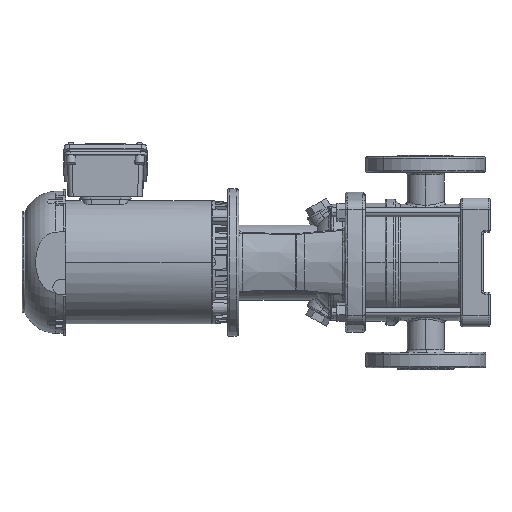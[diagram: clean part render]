
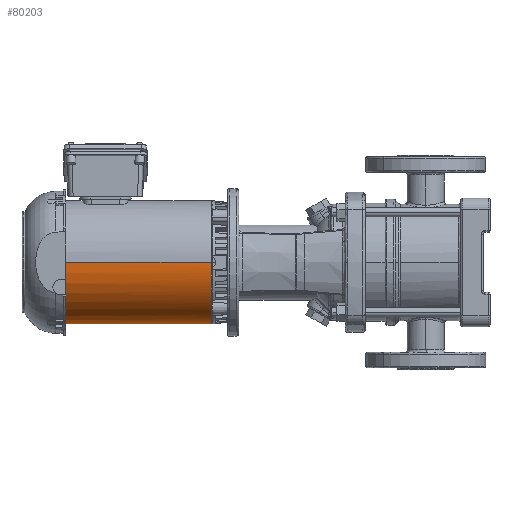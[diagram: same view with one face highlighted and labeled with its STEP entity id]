
A CAD part, left-side view. The second image highlights one B-rep face of the part: STEP entity #80203.
In plain terms, the highlighted cylindrical face has radius 71.875 mm (diameter 143.75 mm), a partial arc.
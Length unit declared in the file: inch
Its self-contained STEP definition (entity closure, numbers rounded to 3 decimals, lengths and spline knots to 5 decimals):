
#511 = EDGE_CURVE ( 'NONE', #82789, #87989, #41321, .T. ) ;
#2140 = ORIENTED_EDGE ( 'NONE', *, *, #511, .F. ) ;
#2475 = DIRECTION ( 'NONE',  ( 0., 0., 1. ) ) ;
#4623 = AXIS2_PLACEMENT_3D ( 'NONE', #24354, #83799, #23385 ) ;
#5849 = DIRECTION ( 'NONE',  ( -1., 0., 0. ) ) ;
#22237 = ORIENTED_EDGE ( 'NONE', *, *, #63585, .F. ) ;
#23385 = DIRECTION ( 'NONE',  ( 0., 0., 1. ) ) ;
#24354 = CARTESIAN_POINT ( 'NONE',  ( 18.78276, 0., 0. ) ) ;
#25764 = DIRECTION ( 'NONE',  ( -1., 0., 0. ) ) ;
#26226 = CIRCLE ( 'NONE', #81573, 2.82972 ) ;
#26748 = CARTESIAN_POINT ( 'NONE',  ( 0., 0., 0. ) ) ;
#27176 = LINE ( 'NONE', #81120, #53892 ) ;
#28612 = EDGE_LOOP ( 'NONE', ( #22237, #46871, #67529, #2140 ) ) ;
#30858 = DIRECTION ( 'NONE',  ( 0., 0., 1. ) ) ;
#38254 = DIRECTION ( 'NONE',  ( -1., 0., 0. ) ) ;
#41321 = CIRCLE ( 'NONE', #80900, 2.82972 ) ;
#42182 = EDGE_CURVE ( 'NONE', #71043, #87989, #27176, .T. ) ;
#46871 = ORIENTED_EDGE ( 'NONE', *, *, #70664, .T. ) ;
#48922 = LINE ( 'NONE', #87023, #62846 ) ;
#53892 = VECTOR ( 'NONE', #5849, 39.37008 ) ;
#54971 = CARTESIAN_POINT ( 'NONE',  ( 0., -2.82972, 0. ) ) ;
#57310 = DIRECTION ( 'NONE',  ( -1., 0., 0. ) ) ;
#58857 = CARTESIAN_POINT ( 'NONE',  ( -6.69291, -2.82972, 0. ) ) ;
#62846 = VECTOR ( 'NONE', #57310, 39.37008 ) ;
#63585 = EDGE_CURVE ( 'NONE', #80194, #82789, #48922, .T. ) ;
#65017 = CARTESIAN_POINT ( 'NONE',  ( 0., 0., -2.82972 ) ) ;
#67529 = ORIENTED_EDGE ( 'NONE', *, *, #42182, .T. ) ;
#70664 = EDGE_CURVE ( 'NONE', #80194, #71043, #26226, .T. ) ;
#71043 = VERTEX_POINT ( 'NONE', #54971 ) ;
#80194 = VERTEX_POINT ( 'NONE', #65017 ) ;
#80203 = ADVANCED_FACE ( 'NONE', ( #90247 ), #90741, .T. ) ;
#80900 = AXIS2_PLACEMENT_3D ( 'NONE', #82838, #38254, #30858 ) ;
#81120 = CARTESIAN_POINT ( 'NONE',  ( 18.78276, -2.82972, 0. ) ) ;
#81573 = AXIS2_PLACEMENT_3D ( 'NONE', #26748, #25764, #2475 ) ;
#82789 = VERTEX_POINT ( 'NONE', #93885 ) ;
#82838 = CARTESIAN_POINT ( 'NONE',  ( -6.69291, 0., 0. ) ) ;
#83799 = DIRECTION ( 'NONE',  ( -1., 0., 0. ) ) ;
#87023 = CARTESIAN_POINT ( 'NONE',  ( 18.78276, 0., -2.82972 ) ) ;
#87989 = VERTEX_POINT ( 'NONE', #58857 ) ;
#90247 = FACE_OUTER_BOUND ( 'NONE', #28612, .T. ) ;
#90741 = CYLINDRICAL_SURFACE ( 'NONE', #4623, 2.82972 ) ;
#93885 = CARTESIAN_POINT ( 'NONE',  ( -6.69291, 0., -2.82972 ) ) ;
